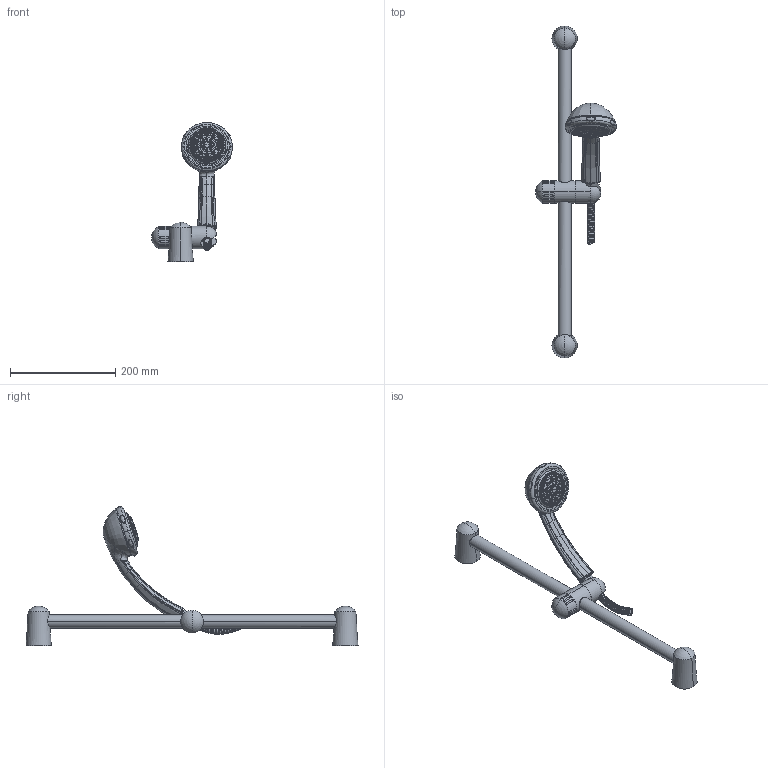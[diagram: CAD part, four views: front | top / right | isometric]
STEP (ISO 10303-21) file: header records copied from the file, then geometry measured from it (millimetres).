
FILE_DESCRIPTION((''),'2;1');
FILE_NAME('ZSAL064CR_ASM','2021-11-15T11:01:06',('ut3'),('PAFFONI SpA'),'CREO PARAMETRIC BY PTC INC, 2020044','CREO PARAMETRIC BY PTC INC, 2020044','');
FILE_SCHEMA(('CONFIG_CONTROL_DESIGN','SHAPE_APPEARANCE_LAYERS_GROUPS'));
Length unit declared in the file: millimetre
Products named in the file (14): 4071100CR; 4071003CRDG; 4071296CR_A; 4071296CR_B; 4071296CR_C1; 4071296CR_C2; 4071296CR_C_ASM; 4071296CR_D; 4071296CR_E; 4071296CR_F; 4071296CR_G; 4071296CR_H; 4071296CR_ASM; ZSAL064CR_ASM
Assembly tree (18 placements, depth 4):
  ZSAL064CR_ASM
    4071100CR
    4071003CRDG
    4071296CR_ASM
      4071296CR_A
      4071296CR_B
      4071296CR_C_ASM
        4071296CR_C1
        4071296CR_C2
      4071296CR_D
      4071296CR_E
      4071296CR_F
      4071296CR_G  x6
      4071296CR_H
Bounding box: 153.14 x 630 x 264.83 mm (x, y, z)
Volume: 532357 mm3; surface area: 264142.4 mm2
Topology: 16 solids, 18 shells, 1963 faces, 5127 edges, 3326 vertices
Faces by surface type: cylinder 528, bspline 487, plane 417, cone 264, torus 216, extrusion 24, sphere 16, revolution 11
Entity records: 121435 total; most frequent: CARTESIAN_POINT 61716, ORIENTED_EDGE 10072, DIRECTION 7912, PRESENTATION_STYLE_ASSIGNMENT 5049, STYLED_ITEM 5047, CURVE_STYLE 5036, EDGE_CURVE 5036, VERTEX_POINT 3284
